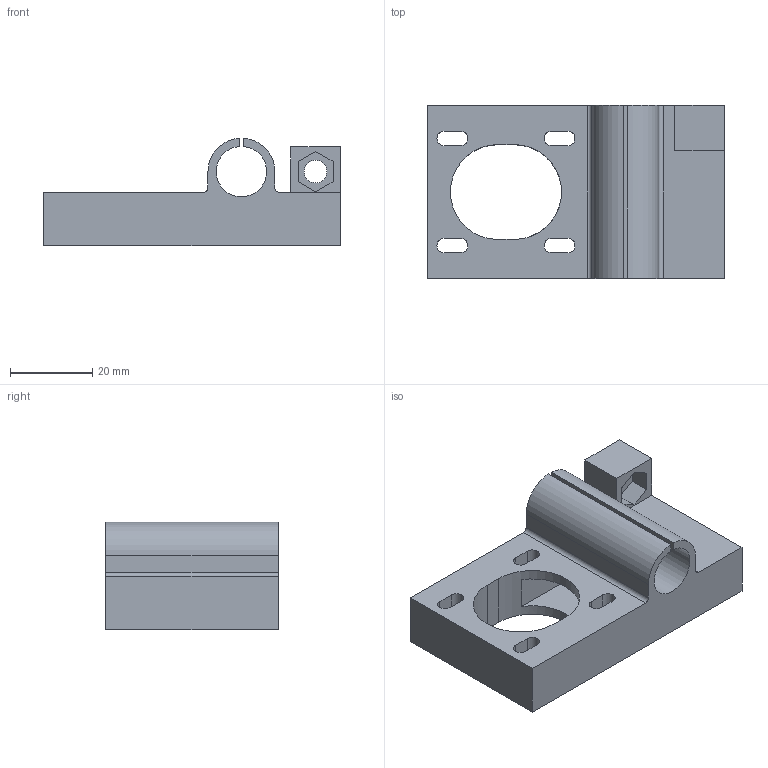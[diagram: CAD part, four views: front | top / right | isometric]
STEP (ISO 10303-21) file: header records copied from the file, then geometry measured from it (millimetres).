
FILE_DESCRIPTION (( 'STEP AP203' ), '1' );
FILE_NAME ('x_motor.STEP', '2013-06-24T14:42:15', ( 'LVG' ), ( 'MouseComputer PC' ), 'SwSTEP 2.0', 'SolidWorks 2013', '' );
FILE_SCHEMA (( 'CONFIG_CONTROL_DESIGN' ));
Length unit declared in the file: millimetre
Products named in the file (1): x_motor
Bounding box: 72 x 42 x 26.11 mm (x, y, z)
Volume: 26674.1 mm3; surface area: 16498.2 mm2
Topology: 1 solids, 1 shells, 63 faces, 174 edges, 116 vertices
Faces by surface type: plane 37, cylinder 26
Entity records: 2127 total; most frequent: DIRECTION 356, CARTESIAN_POINT 354, ORIENTED_EDGE 348, EDGE_CURVE 174, LINE 120, VECTOR 120, AXIS2_PLACEMENT_3D 118, VERTEX_POINT 116
